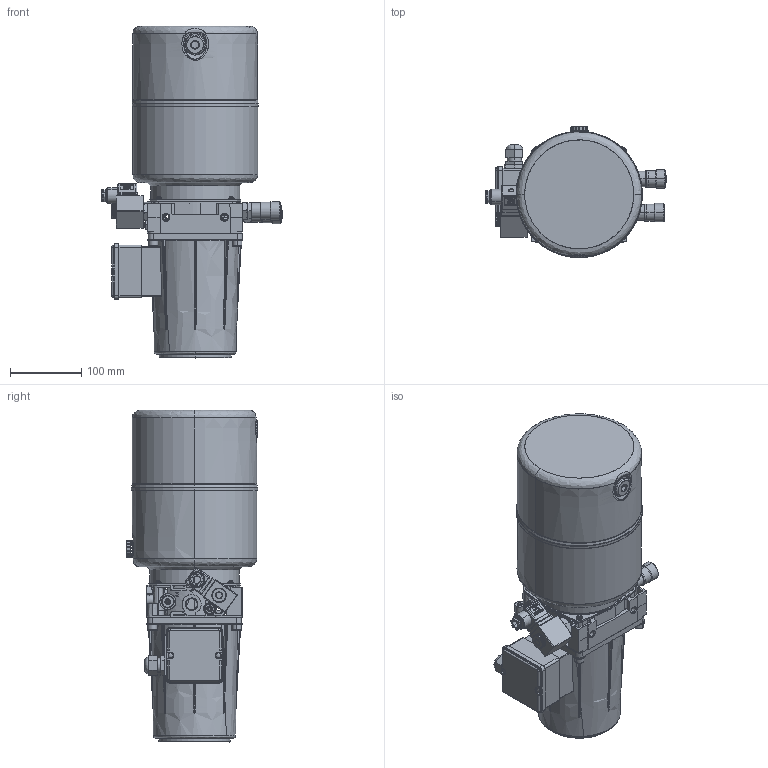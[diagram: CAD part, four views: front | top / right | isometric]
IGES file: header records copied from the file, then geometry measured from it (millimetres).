
Start section: SolidWorks IGES file using analytic representation for surfaces
Global section: file name: L_K0060001.000.igs; native system: SolidWorks 2014; preprocessor: SolidWorks 2014; author: arutput15; date: 141005.093700; units: millimetre
Bounding box: 252.74 x 185 x 466 mm (x, y, z)
Surface area: 384190.4 mm2 (no closed solid volume)
Topology: 0 solids, 0 shells, 1423 faces, 20808 edges, 20756 vertices
Faces by surface type: bspline 742, revolution 681
